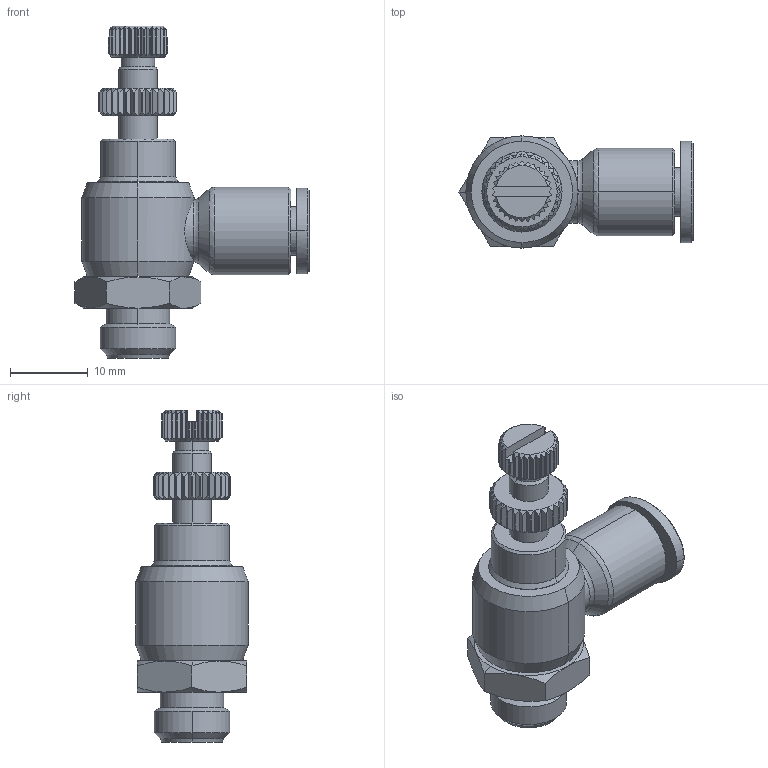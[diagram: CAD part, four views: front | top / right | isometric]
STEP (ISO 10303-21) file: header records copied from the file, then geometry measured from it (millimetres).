
FILE_DESCRIPTION (( 'STEP AP214' ), '1' );
FILE_NAME ('NSE06-G01_OUT.STEP', '2015-10-27T15:45:48', ( '' ), ( '' ), 'SwSTEP 2.0', 'SolidWorks 2015', '' );
FILE_SCHEMA (( 'AUTOMOTIVE_DESIGN' ));
Length unit declared in the file: millimetre
Products named in the file (1): NSE06-G01_OUT
Bounding box: 30.03 x 14.4 x 42.6 mm (x, y, z)
Surface area: 2990.7 mm2 (no closed solid volume)
Topology: 0 solids, 4 shells, 547 faces, 1503 edges, 951 vertices
Faces by surface type: plane 278, cylinder 129, cone 102, bspline 36, torus 2
Entity records: 25582 total; most frequent: CARTESIAN_POINT 6550, ORIENTED_EDGE 2880, DIRECTION 2411, EDGE_CURVE 1503, VERTEX_POINT 951, AXIS2_PLACEMENT_3D 818, LINE 775, VECTOR 775
